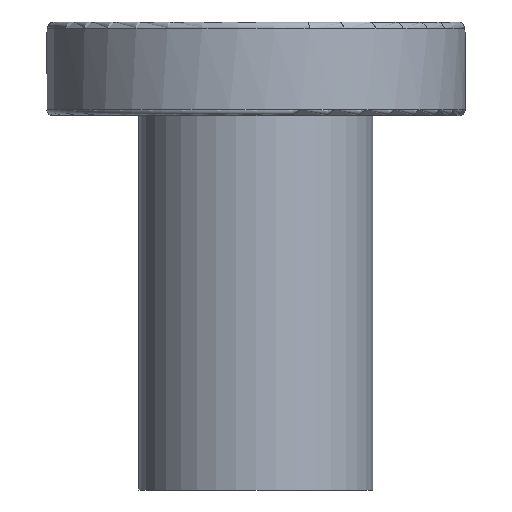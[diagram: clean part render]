
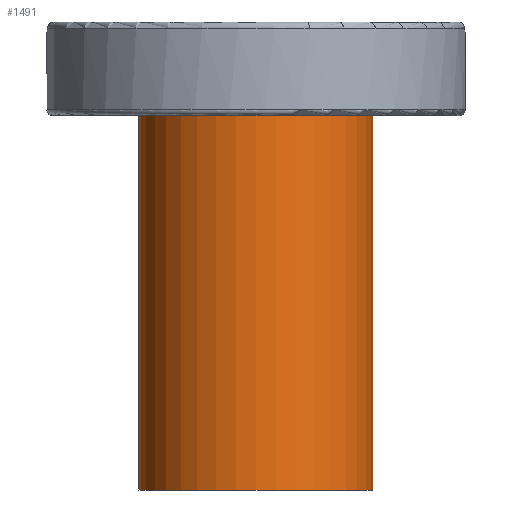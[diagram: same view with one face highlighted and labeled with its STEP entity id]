
A CAD part, front view. The second image highlights one B-rep face of the part: STEP entity #1491.
In plain terms, the highlighted cylindrical face has radius 9.5 mm (diameter 19 mm), a full revolution.
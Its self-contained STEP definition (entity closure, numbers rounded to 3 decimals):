
#1429=CARTESIAN_POINT('',(9.5,0.,33.2));
#1430=VERTEX_POINT('',#1429);
#1431=CARTESIAN_POINT('',(0.,0.,33.2));
#1432=DIRECTION('',(0.0,0.0,-1.0));
#1433=DIRECTION('',(-1.0,0.0,0.0));
#1434=AXIS2_PLACEMENT_3D('',#1431,#1432,#1433);
#1435=CIRCLE('',#1434,9.5);
#1436=EDGE_CURVE('',#1430,#1430,#1435,.T.);
#1472=CARTESIAN_POINT('',(0.,0.,0.));
#1473=DIRECTION('',(0.,0.,1.0));
#1474=DIRECTION('',(-1.0,0.0,0.0));
#1475=AXIS2_PLACEMENT_3D('',#1472,#1473,#1474);
#1476=CYLINDRICAL_SURFACE('',#1475,9.5);
#1477=ORIENTED_EDGE('',*,*,#1436,.T.);
#1478=EDGE_LOOP('',(#1477));
#1479=FACE_OUTER_BOUND('',#1478,.T.);
#1480=CARTESIAN_POINT('',(9.5,0.,0.));
#1481=VERTEX_POINT('',#1480);
#1482=CARTESIAN_POINT('',(0.,0.,0.));
#1483=DIRECTION('',(0.0,0.0,-1.0));
#1484=DIRECTION('',(-1.0,0.0,0.0));
#1485=AXIS2_PLACEMENT_3D('',#1482,#1483,#1484);
#1486=CIRCLE('',#1485,9.5);
#1487=EDGE_CURVE('',#1481,#1481,#1486,.T.);
#1488=ORIENTED_EDGE('',*,*,#1487,.F.);
#1489=EDGE_LOOP('',(#1488));
#1490=FACE_BOUND('',#1489,.T.);
#1491=ADVANCED_FACE('',(#1479,#1490),#1476,.T.);
